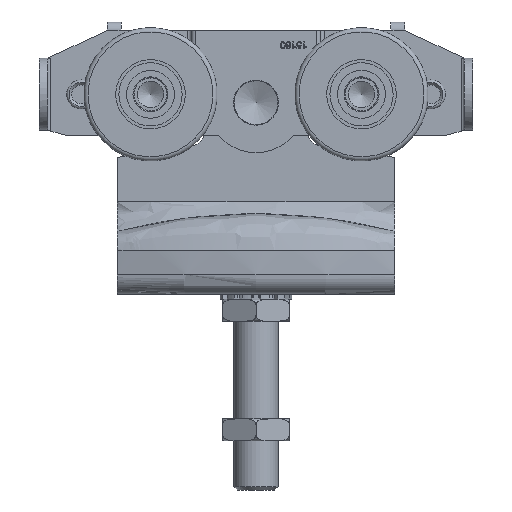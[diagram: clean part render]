
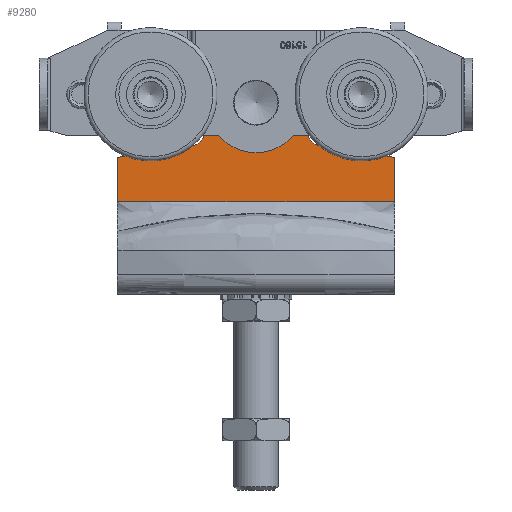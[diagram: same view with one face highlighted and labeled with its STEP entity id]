
A CAD part, left-side view. The second image highlights one B-rep face of the part: STEP entity #9280.
In plain terms, the highlighted face is planar.
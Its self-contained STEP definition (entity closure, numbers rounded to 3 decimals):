
#617=FACE_BOUND('',#1912,.T.);
#774=CIRCLE('',#10192,8.15);
#775=CIRCLE('',#10194,37.);
#781=CIRCLE('',#10202,5.);
#782=CIRCLE('',#10204,230.);
#783=CIRCLE('',#10206,5.);
#784=CIRCLE('',#10210,230.);
#1355=FACE_OUTER_BOUND('',#1911,.T.);
#1911=EDGE_LOOP('',(#7651,#7652,#7653,#7654,#7655,#7656,#7657,#7658,#7659,
#7660,#7661,#7662,#7663,#7664));
#1912=EDGE_LOOP('',(#7665));
#2711=LINE('',#15625,#3508);
#2735=LINE('',#15734,#3532);
#2736=LINE('',#15736,#3533);
#2739=LINE('',#15771,#3536);
#2742=LINE('',#15816,#3539);
#2743=LINE('',#15817,#3540);
#2744=LINE('',#15819,#3541);
#2745=LINE('',#15821,#3542);
#2746=LINE('',#15822,#3543);
#3508=VECTOR('',#12046,10.);
#3532=VECTOR('',#12130,10.);
#3533=VECTOR('',#12133,10.);
#3536=VECTOR('',#12144,10.);
#3539=VECTOR('',#12149,10.);
#3540=VECTOR('',#12150,10.);
#3541=VECTOR('',#12151,10.);
#3542=VECTOR('',#12152,10.);
#3543=VECTOR('',#12153,10.);
#4264=VERTEX_POINT('',#15622);
#4265=VERTEX_POINT('',#15624);
#4279=VERTEX_POINT('',#15686);
#4280=VERTEX_POINT('',#15690);
#4281=VERTEX_POINT('',#15691);
#4292=VERTEX_POINT('',#15718);
#4293=VERTEX_POINT('',#15720);
#4294=VERTEX_POINT('',#15724);
#4295=VERTEX_POINT('',#15728);
#4296=VERTEX_POINT('',#15730);
#4300=VERTEX_POINT('',#15764);
#4305=VERTEX_POINT('',#15814);
#4306=VERTEX_POINT('',#15815);
#4307=VERTEX_POINT('',#15818);
#4308=VERTEX_POINT('',#15820);
#5447=EDGE_CURVE('',#4265,#4264,#2711,.T.);
#5468=EDGE_CURVE('',#4279,#4279,#774,.T.);
#5469=EDGE_CURVE('',#4280,#4281,#775,.T.);
#5484=EDGE_CURVE('',#4292,#4293,#781,.T.);
#5487=EDGE_CURVE('',#4292,#4294,#782,.T.);
#5489=EDGE_CURVE('',#4295,#4296,#783,.T.);
#5491=EDGE_CURVE('',#4295,#4280,#2735,.T.);
#5492=EDGE_CURVE('',#4281,#4293,#2736,.T.);
#5493=EDGE_CURVE('',#4264,#4296,#784,.T.);
#5499=EDGE_CURVE('',#4300,#4294,#2739,.T.);
#5505=EDGE_CURVE('',#4305,#4306,#2742,.T.);
#5506=EDGE_CURVE('',#4306,#4265,#2743,.T.);
#5507=EDGE_CURVE('',#4300,#4307,#2744,.T.);
#5508=EDGE_CURVE('',#4307,#4308,#2745,.T.);
#5509=EDGE_CURVE('',#4308,#4305,#2746,.T.);
#7651=ORIENTED_EDGE('',*,*,#5505,.T.);
#7652=ORIENTED_EDGE('',*,*,#5506,.T.);
#7653=ORIENTED_EDGE('',*,*,#5447,.T.);
#7654=ORIENTED_EDGE('',*,*,#5493,.T.);
#7655=ORIENTED_EDGE('',*,*,#5489,.F.);
#7656=ORIENTED_EDGE('',*,*,#5491,.T.);
#7657=ORIENTED_EDGE('',*,*,#5469,.T.);
#7658=ORIENTED_EDGE('',*,*,#5492,.T.);
#7659=ORIENTED_EDGE('',*,*,#5484,.F.);
#7660=ORIENTED_EDGE('',*,*,#5487,.T.);
#7661=ORIENTED_EDGE('',*,*,#5499,.F.);
#7662=ORIENTED_EDGE('',*,*,#5507,.T.);
#7663=ORIENTED_EDGE('',*,*,#5508,.T.);
#7664=ORIENTED_EDGE('',*,*,#5509,.T.);
#7665=ORIENTED_EDGE('',*,*,#5468,.T.);
#8886=PLANE('',#10213);
#9280=ADVANCED_FACE('',(#1355,#617),#8886,.T.);
#10192=AXIS2_PLACEMENT_3D('',#15688,#12085,#12086);
#10194=AXIS2_PLACEMENT_3D('',#15692,#12089,#12090);
#10202=AXIS2_PLACEMENT_3D('',#15721,#12114,#12115);
#10204=AXIS2_PLACEMENT_3D('',#15726,#12120,#12121);
#10206=AXIS2_PLACEMENT_3D('',#15731,#12125,#12126);
#10210=AXIS2_PLACEMENT_3D('',#15738,#12136,#12137);
#10213=AXIS2_PLACEMENT_3D('',#15813,#12147,#12148);
#12046=DIRECTION('',(0.,1.,0.));
#12085=DIRECTION('center_axis',(0.,0.,
1.));
#12086=DIRECTION('ref_axis',(1.,0.,0.));
#12089=DIRECTION('center_axis',(0.,0.,
-1.));
#12090=DIRECTION('ref_axis',(-0.5,-0.866,0.));
#12114=DIRECTION('center_axis',(0.,0.,
-1.));
#12115=DIRECTION('ref_axis',(-0.742,-0.671,0.));
#12120=DIRECTION('center_axis',(0.,0.,
-1.));
#12121=DIRECTION('ref_axis',(-0.217,-0.976,0.));
#12125=DIRECTION('center_axis',(0.,0.,
-1.));
#12126=DIRECTION('ref_axis',(0.742,-0.671,0.));
#12130=DIRECTION('',(0.,1.,0.));
#12133=DIRECTION('',(0.,-1.,0.));
#12136=DIRECTION('center_axis',(0.,0.,
-1.));
#12137=DIRECTION('ref_axis',(0.08,-0.997,0.));
#12144=DIRECTION('',(0.,1.,0.));
#12147=DIRECTION('center_axis',(0.,0.,
-1.));
#12148=DIRECTION('ref_axis',(-1.,0.,0.));
#12149=DIRECTION('',(-1.,0.,0.));
#12150=DIRECTION('',(-1.,0.,0.));
#12151=DIRECTION('',(-1.,0.,0.));
#12152=DIRECTION('',(-1.,0.,0.));
#12153=DIRECTION('',(-1.,0.,0.));
#15622=CARTESIAN_POINT('',(0.,49.245,18.));
#15624=CARTESIAN_POINT('',(0.,33.35,18.));
#15625=CARTESIAN_POINT('',(0.,33.35,18.));
#15686=CARTESIAN_POINT('',(41.85,69.,18.));
#15688=CARTESIAN_POINT('Origin',(50.,69.,18.));
#15690=CARTESIAN_POINT('',(31.5,84.043,18.));
#15691=CARTESIAN_POINT('',(68.5,84.043,18.));
#15692=CARTESIAN_POINT('Origin',(50.,52.,18.));
#15718=CARTESIAN_POINT('',(73.,53.592,18.));
#15720=CARTESIAN_POINT('',(68.5,58.567,18.));
#15721=CARTESIAN_POINT('Origin',(73.5,58.567,18.));
#15724=CARTESIAN_POINT('',(100.,49.245,18.));
#15726=CARTESIAN_POINT('Origin',(50.,-175.255,18.));
#15728=CARTESIAN_POINT('',(31.5,58.567,18.));
#15730=CARTESIAN_POINT('',(27.,53.592,18.));
#15731=CARTESIAN_POINT('Origin',(26.5,58.567,18.));
#15734=CARTESIAN_POINT('',(31.5,43.675,18.));
#15736=CARTESIAN_POINT('',(68.5,61.175,18.));
#15738=CARTESIAN_POINT('Origin',(50.,-175.255,18.));
#15764=CARTESIAN_POINT('',(100.,33.35,18.));
#15771=CARTESIAN_POINT('',(100.,33.35,18.));
#15813=CARTESIAN_POINT('Origin',(0.,33.35,18.));
#15814=CARTESIAN_POINT('',(41.739,33.35,18.));
#15815=CARTESIAN_POINT('',(11.913,33.35,18.));
#15816=CARTESIAN_POINT('',(100.,33.35,18.));
#15817=CARTESIAN_POINT('',(100.,33.35,18.));
#15818=CARTESIAN_POINT('',(88.087,33.35,18.));
#15819=CARTESIAN_POINT('',(100.,33.35,18.));
#15820=CARTESIAN_POINT('',(58.261,33.35,18.));
#15821=CARTESIAN_POINT('',(100.,33.35,18.));
#15822=CARTESIAN_POINT('',(100.,33.35,18.));
